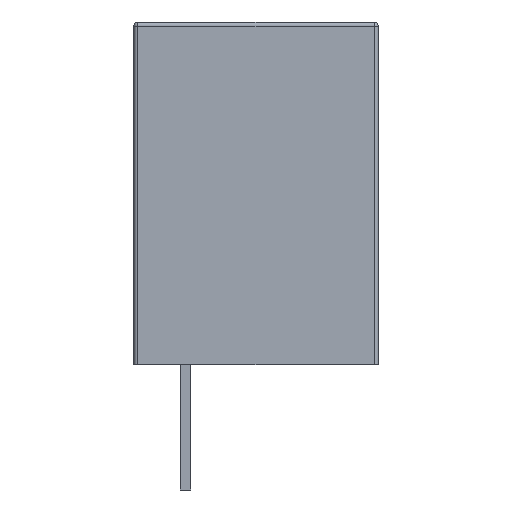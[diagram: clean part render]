
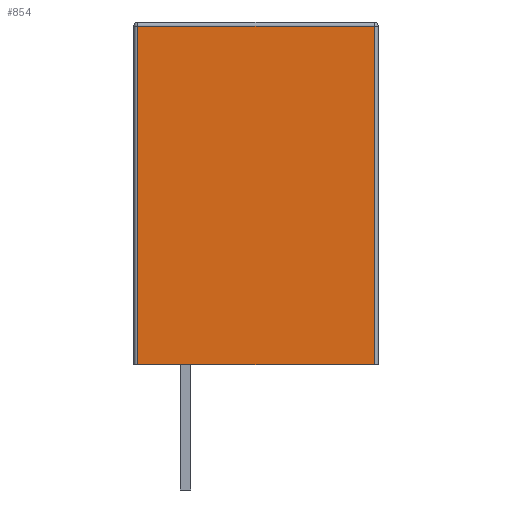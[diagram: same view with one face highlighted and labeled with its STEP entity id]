
A CAD part, left-side view. The second image highlights one B-rep face of the part: STEP entity #854.
In plain terms, the highlighted planar face has unit normal (-1, 0, 0).
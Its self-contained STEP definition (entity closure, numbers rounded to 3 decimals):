
#854=ADVANCED_FACE('',(#1821),#1822,.F.);
#1821=FACE_OUTER_BOUND('',#3057,.T.);
#1822=PLANE('',#3058);
#3057=EDGE_LOOP('',(#7969,#7970,#7971,#7972));
#3058=AXIS2_PLACEMENT_3D('',#7973,#7974,#7975);
#7969=ORIENTED_EDGE('',*,*,#11124,.T.);
#7970=ORIENTED_EDGE('',*,*,#11471,.T.);
#7971=ORIENTED_EDGE('',*,*,#10861,.T.);
#7972=ORIENTED_EDGE('',*,*,#10731,.T.);
#7973=CARTESIAN_POINT('',(-8.275,3.0,3.95));
#7974=DIRECTION('',(1.0,0.0,0.0));
#7975=DIRECTION('',(0.0,1.0,-0.0));
#10731=EDGE_CURVE('',#12273,#12270,#12274,.F.);
#10861=EDGE_CURVE('',#12493,#12273,#12494,.T.);
#11124=EDGE_CURVE('',#12270,#12730,#12913,.F.);
#11471=EDGE_CURVE('',#12730,#12493,#13394,.T.);
#12270=VERTEX_POINT('',#15722);
#12273=VERTEX_POINT('',#15725);
#12274=LINE('',#15726,#15727);
#12493=VERTEX_POINT('',#16987);
#12494=LINE('',#16988,#16989);
#12730=VERTEX_POINT('',#18210);
#12913=LINE('',#18979,#18980);
#13394=LINE('',#22088,#22089);
#15722=CARTESIAN_POINT('',(-8.275,-2.9,3.85));
#15725=CARTESIAN_POINT('',(-8.275,-2.9,-4.46));
#15726=CARTESIAN_POINT('',(-8.275,-2.9,3.95));
#15727=VECTOR('',#24504,1000.0);
#16987=CARTESIAN_POINT('',(-8.275,2.9,-4.46));
#16988=CARTESIAN_POINT('',(-8.275,3.0,-4.46));
#16989=VECTOR('',#24533,1000.0);
#18210=CARTESIAN_POINT('',(-8.275,2.9,3.85));
#18979=CARTESIAN_POINT('',(-8.275,3.0,3.85));
#18980=VECTOR('',#24602,1000.0);
#22088=CARTESIAN_POINT('',(-8.275,2.9,3.95));
#22089=VECTOR('',#24669,1000.0);
#24504=DIRECTION('',(0.0,0.0,-1.0));
#24533=DIRECTION('',(0.,-1.0,0.0));
#24602=DIRECTION('',(0.0,-1.0,0.0));
#24669=DIRECTION('',(0.0,0.0,-1.0));
